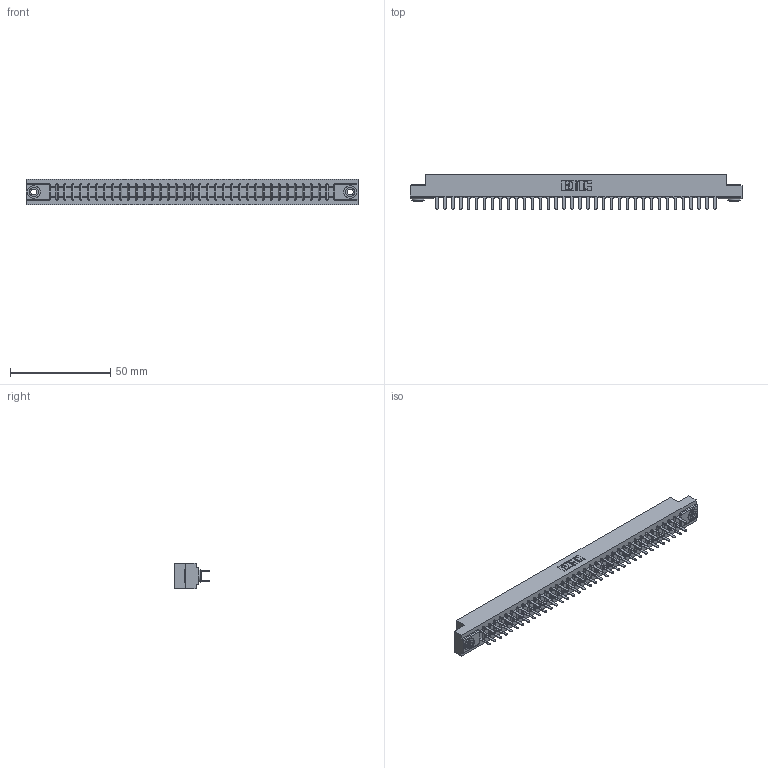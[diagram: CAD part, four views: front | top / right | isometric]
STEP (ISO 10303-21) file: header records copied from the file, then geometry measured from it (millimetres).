
FILE_DESCRIPTION (( 'STEP AP203' ), '1' );
FILE_NAME ('357-072-520-203.STEP', '2019-09-19T11:07:31', ( '' ), ( '' ), 'SwSTEP 2.0', 'SolidWorks 2016', '' );
FILE_SCHEMA (( 'CONFIG_CONTROL_DESIGN' ));
Length unit declared in the file: inch
Products named in the file (4): 345-250-002_345-250-002-102; 357-072-520-203; 307 Part_.156 Dia Mounting Holes; 307-290-001_520
Assembly tree (75 placements, depth 2):
  357-072-520-203
    307 Part_.156 Dia Mounting Holes
    307-290-001_520  x72
    345-250-002_345-250-002-102  x2
Bounding box: 165.66 x 17.42 x 12.7 mm (x, y, z)
Volume: 17627.4 mm3; surface area: 21813.2 mm2
Topology: 75 solids, 75 shells, 3519 faces, 9795 edges, 6330 vertices
Faces by surface type: plane 2326, cylinder 1111, sphere 74, cone 8
Entity records: 33787 total; most frequent: CARTESIAN_POINT 5509, ORIENTED_EDGE 5450, DIRECTION 5413, EDGE_CURVE 2725, VECTOR 2081, LINE 2081, VERTEX_POINT 1762, AXIS2_PLACEMENT_3D 1666
